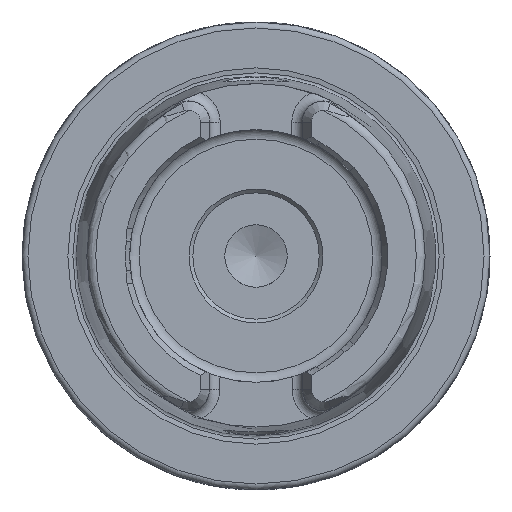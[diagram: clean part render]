
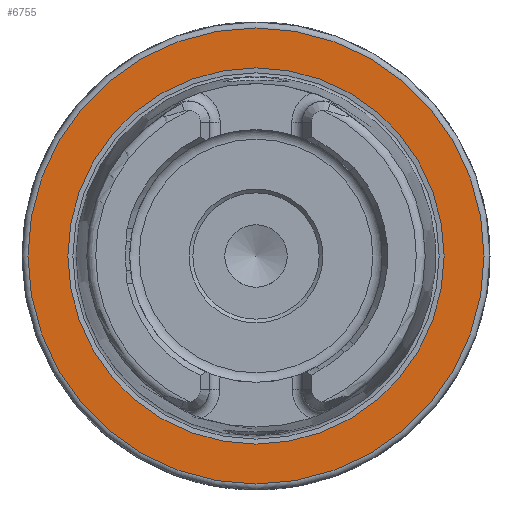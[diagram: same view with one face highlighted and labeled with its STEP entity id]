
A CAD part, left-side view. The second image highlights one B-rep face of the part: STEP entity #6755.
In plain terms, the highlighted planar face has unit normal (-1, 0, 0).
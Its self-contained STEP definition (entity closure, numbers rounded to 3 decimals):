
#829 = DIRECTION ( 'NONE',  ( 0., 0., -1. ) ) ;
#860 = DIRECTION ( 'NONE',  ( 1., 0., 0. ) ) ;
#1182 = CARTESIAN_POINT ( 'NONE',  ( 0., 0., 0. ) ) ;
#1349 = CARTESIAN_POINT ( 'NONE',  ( 0., 0., 30.7 ) ) ;
#1465 = EDGE_LOOP ( 'NONE', ( #4131 ) ) ;
#1953 = AXIS2_PLACEMENT_3D ( 'NONE', #1182, #2678, #3472 ) ;
#2678 = DIRECTION ( 'NONE',  ( -1., 0., 0. ) ) ;
#2711 = CIRCLE ( 'NONE', #4630, 30.7 ) ;
#3472 = DIRECTION ( 'NONE',  ( 0., 0., 1. ) ) ;
#3664 = DIRECTION ( 'NONE',  ( -1., 0., 0. ) ) ;
#3884 = CARTESIAN_POINT ( 'NONE',  ( 0., 30.7, 0. ) ) ;
#4131 = ORIENTED_EDGE ( 'NONE', *, *, #9350, .T. ) ;
#4293 = ORIENTED_EDGE ( 'NONE', *, *, #5905, .F. ) ;
#4575 = CARTESIAN_POINT ( 'NONE',  ( 0., 0., 25.324 ) ) ;
#4630 = AXIS2_PLACEMENT_3D ( 'NONE', #5009, #3664, #5887 ) ;
#5009 = CARTESIAN_POINT ( 'NONE',  ( 0., 0., 0. ) ) ;
#5105 = VERTEX_POINT ( 'NONE', #1349 ) ;
#5883 = FACE_BOUND ( 'NONE', #6978, .T. ) ;
#5887 = DIRECTION ( 'NONE',  ( 0., 0., 1. ) ) ;
#5905 = EDGE_CURVE ( 'NONE', #6811, #6811, #7463, .T. ) ;
#6471 = FACE_OUTER_BOUND ( 'NONE', #1465, .T. ) ;
#6755 = ADVANCED_FACE ( 'NONE', ( #5883, #6471 ), #8375, .F. ) ;
#6811 = VERTEX_POINT ( 'NONE', #4575 ) ;
#6978 = EDGE_LOOP ( 'NONE', ( #4293 ) ) ;
#7463 = CIRCLE ( 'NONE', #1953, 25.324 ) ;
#8375 = PLANE ( 'NONE',  #9178 ) ;
#9178 = AXIS2_PLACEMENT_3D ( 'NONE', #3884, #860, #829 ) ;
#9350 = EDGE_CURVE ( 'NONE', #5105, #5105, #2711, .T. ) ;
